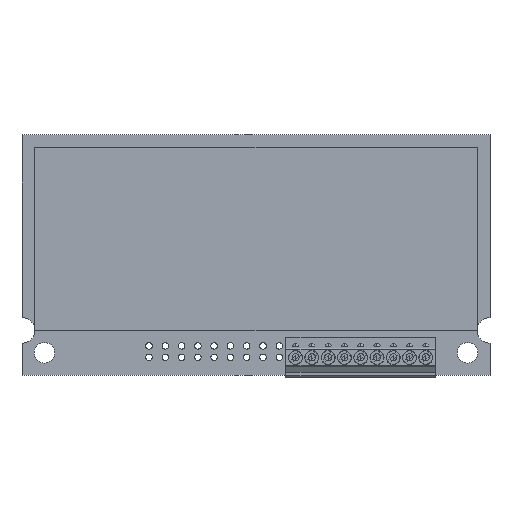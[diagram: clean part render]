
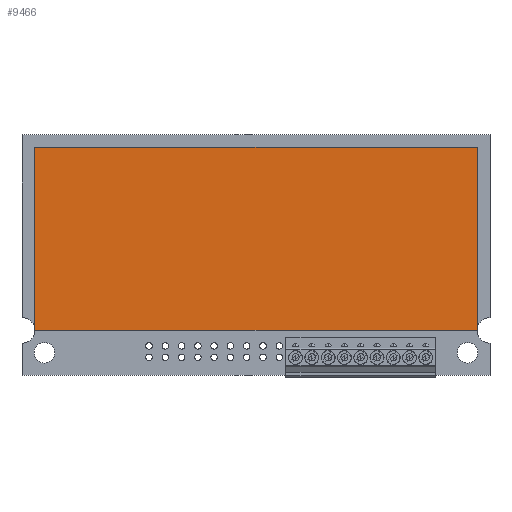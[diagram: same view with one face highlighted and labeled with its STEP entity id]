
A CAD part, top view. The second image highlights one B-rep face of the part: STEP entity #9466.
In plain terms, the highlighted planar face has unit normal (0, 0, 1).
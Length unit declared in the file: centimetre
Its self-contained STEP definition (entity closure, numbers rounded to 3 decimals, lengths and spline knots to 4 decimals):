
#1538=VERTEX_POINT('',#15582);
#1539=VERTEX_POINT('',#15583);
#1542=VERTEX_POINT('',#15591);
#1544=VERTEX_POINT('',#15597);
#2374=VECTOR('',#12419,1.);
#2378=VECTOR('',#12424,1.);
#2381=VECTOR('',#12428,1.);
#2384=VECTOR('',#12432,1.);
#3214=LINE('',#15581,#2374);
#3218=LINE('',#15590,#2378);
#3221=LINE('',#15596,#2381);
#3224=LINE('',#15602,#2384);
#4598=EDGE_CURVE('',#1538,#1539,#3214,.T.);
#4602=EDGE_CURVE('',#1539,#1542,#3218,.T.);
#4605=EDGE_CURVE('',#1542,#1544,#3221,.T.);
#4608=EDGE_CURVE('',#1544,#1538,#3224,.T.);
#7370=ORIENTED_EDGE('',*,*,#4598,.F.);
#7371=ORIENTED_EDGE('',*,*,#4608,.F.);
#7372=ORIENTED_EDGE('',*,*,#4605,.F.);
#7373=ORIENTED_EDGE('',*,*,#4602,.F.);
#8127=EDGE_LOOP('',(#7370,#7371,#7372,#7373));
#8878=FACE_BOUND('',#8127,.T.);
#9466=ADVANCED_FACE('',(#8878),#15925,.T.);
#10277=AXIS2_PLACEMENT_3D('',#15604,#12434,$);
#12419=DIRECTION('',(1.,0.,0.));
#12424=DIRECTION('',(0.,-1.,0.));
#12428=DIRECTION('',(-1.,0.,0.));
#12432=DIRECTION('',(0.,1.,0.));
#12434=DIRECTION('',(0.,0.,1.));
#15581=CARTESIAN_POINT('',(6.9,2.85,1.4));
#15582=CARTESIAN_POINT('',(0.,2.85,1.4));
#15583=CARTESIAN_POINT('',(6.9,2.85,1.4));
#15590=CARTESIAN_POINT('',(6.9,0.,1.4));
#15591=CARTESIAN_POINT('',(6.9,0.,1.4));
#15596=CARTESIAN_POINT('',(0.,0.,1.4));
#15597=CARTESIAN_POINT('',(0.,0.,1.4));
#15602=CARTESIAN_POINT('',(0.,2.85,1.4));
#15604=CARTESIAN_POINT('',(3.45,1.425,1.4));
#15925=PLANE('',#10277);
